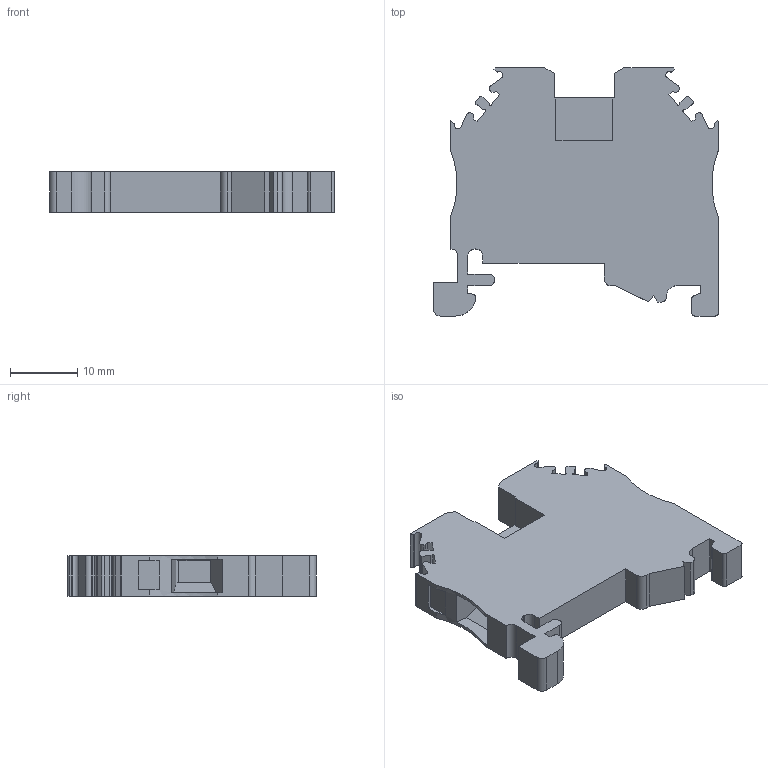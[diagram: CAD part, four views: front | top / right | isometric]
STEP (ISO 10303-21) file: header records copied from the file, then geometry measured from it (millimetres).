
FILE_DESCRIPTION(/* description */ ('Unknown'),/* implementation_level */ '2;1');
FILE_NAME(/* name */ 'SCT4_GY_3D',/* time_stamp */ '2019-10-09T16:43:05+05:00',/* author */ ('Unknown'),/* organization */ ('Unknown'),/* preprocessor_version */ 'ST-DEVELOPER v16.7',/* originating_system */ 'DEX',/* authorisation */ $);
FILE_SCHEMA (('AUTOMOTIVE_DESIGN {1 0 10303 214 3 1 1}'));
Length unit declared in the file: millimetre
Products named in the file (1): SCT4
Bounding box: 42.5 x 37 x 6 mm (x, y, z)
Volume: 5926.3 mm3; surface area: 4154.2 mm2
Topology: 1 solids, 1 shells, 176 faces, 507 edges, 336 vertices
Faces by surface type: plane 138, cylinder 38
Entity records: 5757 total; most frequent: CARTESIAN_POINT 1020, ORIENTED_EDGE 1014, DIRECTION 945, EDGE_CURVE 507, LINE 423, VECTOR 423, VERTEX_POINT 336, AXIS2_PLACEMENT_3D 261
